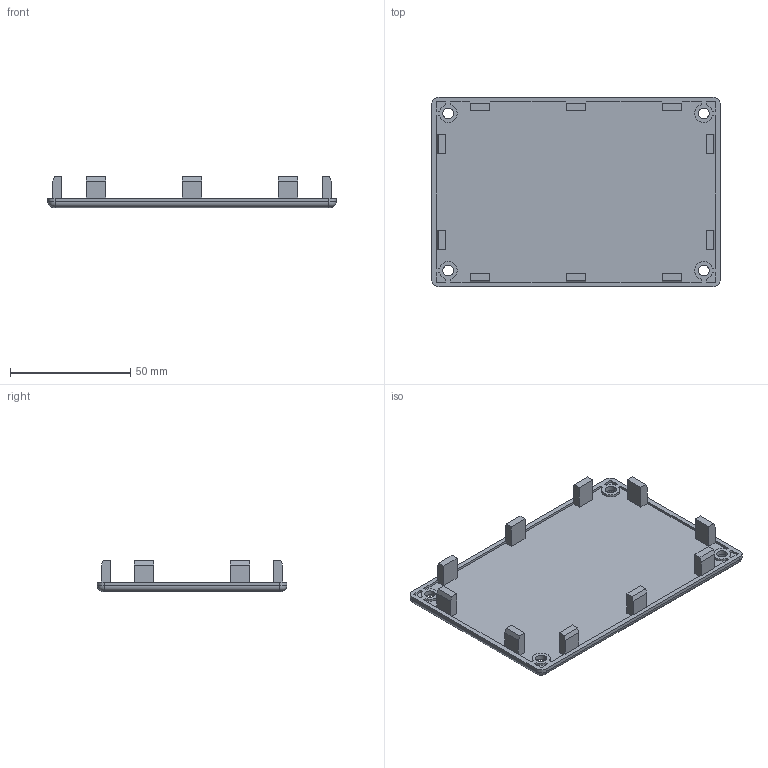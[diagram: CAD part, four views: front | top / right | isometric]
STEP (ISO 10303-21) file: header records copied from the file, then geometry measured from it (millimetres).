
FILE_DESCRIPTION (( 'STEP AP214' ), '1' );
FILE_NAME ('091202.STEP', '2013-12-05T11:03:29', ( '' ), ( '' ), 'SwSTEP 2.0', 'SolidWorks 2012', '' );
FILE_SCHEMA (( 'AUTOMOTIVE_DESIGN' ));
Length unit declared in the file: millimetre
Products named in the file (1): 091202
Bounding box: 120 x 79 x 13 mm (x, y, z)
Volume: 31203.6 mm3; surface area: 22925.7 mm2
Topology: 1 solids, 1 shells, 147 faces, 388 edges, 256 vertices
Faces by surface type: plane 109, cylinder 34, torus 4
Entity records: 4560 total; most frequent: CARTESIAN_POINT 792, ORIENTED_EDGE 776, DIRECTION 756, EDGE_CURVE 388, VECTOR 316, LINE 316, VERTEX_POINT 256, AXIS2_PLACEMENT_3D 220
